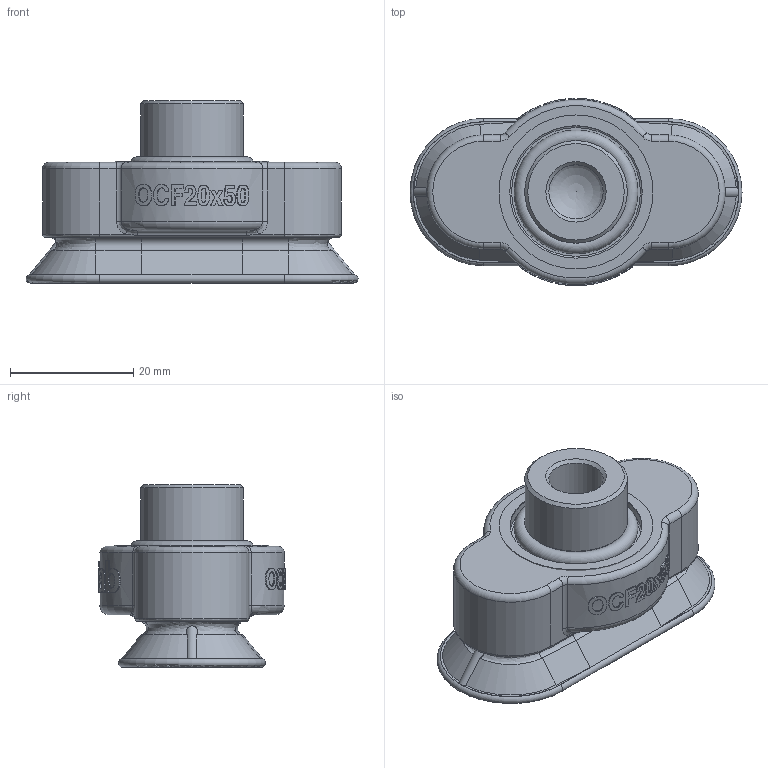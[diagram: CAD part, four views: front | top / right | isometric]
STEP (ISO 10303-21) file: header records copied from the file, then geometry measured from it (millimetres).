
FILE_DESCRIPTION( ( 'Unknown' ), '1' );
FILE_NAME( 'SE-0415299.stp', 'Unknown', ( 'Unknown' ), ( 'Unknown' ), 'PSStep 17.0.49', 'Unknown', ' ' );
FILE_SCHEMA( ( 'AUTOMOTIVE_DESIGN { 1 0 10303 214 1 1 1 1 }' ) );
Length unit declared in the file: millimetre
Products named in the file (7): SE-0414233; SE-0407007; 3113636; 0123110; Assem1; SE-0415249; SE-0408103
Assembly tree (6 placements, depth 3):
  Assem1
    SE-0415249
    SE-0408103
    SE-0414233
      SE-0407007
      3113636
      0123110
Bounding box: 53.9 x 30.4 x 29.6 mm (x, y, z)
Volume: 21105.8 mm3; surface area: 10543.8 mm2
Topology: 5 solids, 5 shells, 341 faces, 844 edges, 544 vertices
Faces by surface type: bspline 139, plane 108, cylinder 63, torus 19, cone 10, sphere 2
Full cylindrical faces by diameter (mm): 8.8 x1, 10.3 x2, 10.6 x1, 11 x2, 14.8 x2, 14.95 x1, 15 x1, 16.6 x1, 16.662 x2, 19 x2, 21.5 x2, 23 x1, 24.5 x1, 25 x1
Entity records: 19689 total; most frequent: CARTESIAN_POINT 10015, ORIENTED_EDGE 1590, DIRECTION 991, EDGE_CURVE 795, VERTEX_POINT 539, EDGE_LOOP 416, B_SPLINE_CURVE_WITH_KNOTS 391, AXIS2_PLACEMENT_3D 377
